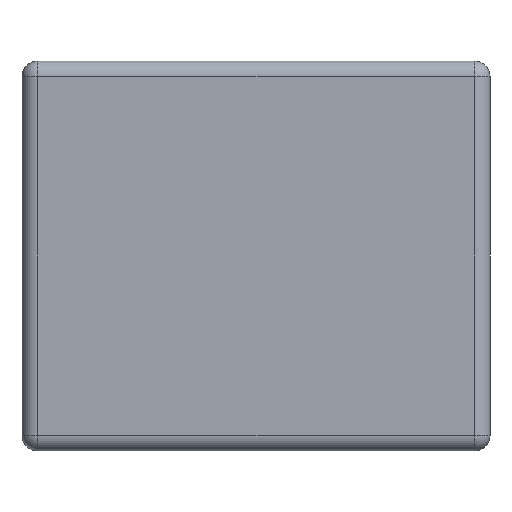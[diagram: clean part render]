
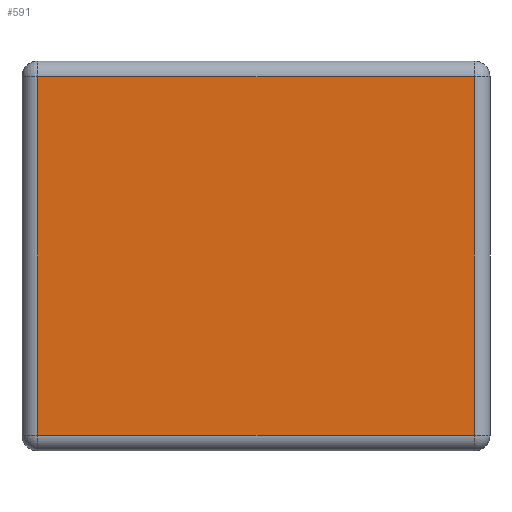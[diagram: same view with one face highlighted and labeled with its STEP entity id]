
A CAD part, left-side view. The second image highlights one B-rep face of the part: STEP entity #591.
In plain terms, the highlighted planar face has unit normal (-1, 0, 0).
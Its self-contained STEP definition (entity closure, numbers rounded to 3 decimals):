
#58 = AXIS2_PLACEMENT_3D ( 'NONE', #724, #935, #752 ) ;
#67 = EDGE_CURVE ( 'NONE', #307, #1273, #829, .T. ) ;
#104 = CARTESIAN_POINT ( 'NONE',  ( -1., 1.45, -0.575 ) ) ;
#106 = ORIENTED_EDGE ( 'NONE', *, *, #209, .T. ) ;
#111 = DIRECTION ( 'NONE',  ( 0., 0., -1. ) ) ;
#209 = EDGE_CURVE ( 'NONE', #1273, #1109, #1099, .T. ) ;
#239 = LINE ( 'NONE', #948, #645 ) ;
#252 = EDGE_LOOP ( 'NONE', ( #106, #363, #1095, #501 ) ) ;
#307 = VERTEX_POINT ( 'NONE', #788 ) ;
#326 = VECTOR ( 'NONE', #1211, 1000. ) ;
#363 = ORIENTED_EDGE ( 'NONE', *, *, #1272, .T. ) ;
#410 = VECTOR ( 'NONE', #1121, 1000. ) ;
#501 = ORIENTED_EDGE ( 'NONE', *, *, #67, .T. ) ;
#591 = ADVANCED_FACE ( 'NONE', ( #738 ), #731, .F. ) ;
#645 = VECTOR ( 'NONE', #936, 1000. ) ;
#724 = CARTESIAN_POINT ( 'NONE',  ( -1., 1.5, -0.625 ) ) ;
#731 = PLANE ( 'NONE',  #58 ) ;
#732 = CARTESIAN_POINT ( 'NONE',  ( -1., 1.45, 0.575 ) ) ;
#738 = FACE_OUTER_BOUND ( 'NONE', #252, .T. ) ;
#752 = DIRECTION ( 'NONE',  ( 0., 0., -1. ) ) ;
#763 = CARTESIAN_POINT ( 'NONE',  ( -1., 0.05, -0.575 ) ) ;
#788 = CARTESIAN_POINT ( 'NONE',  ( -1., 0.05, 0.575 ) ) ;
#815 = CARTESIAN_POINT ( 'NONE',  ( -1., 0.05, -0.625 ) ) ;
#829 = LINE ( 'NONE', #1245, #410 ) ;
#935 = DIRECTION ( 'NONE',  ( 1., 0., 0. ) ) ;
#936 = DIRECTION ( 'NONE',  ( 0., -1., 0. ) ) ;
#942 = VECTOR ( 'NONE', #111, 1000. ) ;
#948 = CARTESIAN_POINT ( 'NONE',  ( -1., 1.5, -0.575 ) ) ;
#995 = CARTESIAN_POINT ( 'NONE',  ( -1., 1.45, -0.625 ) ) ;
#1041 = VERTEX_POINT ( 'NONE', #763 ) ;
#1083 = EDGE_CURVE ( 'NONE', #1041, #307, #1084, .T. ) ;
#1084 = LINE ( 'NONE', #815, #326 ) ;
#1095 = ORIENTED_EDGE ( 'NONE', *, *, #1083, .T. ) ;
#1099 = LINE ( 'NONE', #995, #942 ) ;
#1109 = VERTEX_POINT ( 'NONE', #104 ) ;
#1121 = DIRECTION ( 'NONE',  ( 0., 1., 0. ) ) ;
#1211 = DIRECTION ( 'NONE',  ( 0., 0., 1. ) ) ;
#1245 = CARTESIAN_POINT ( 'NONE',  ( -1., 1.5, 0.575 ) ) ;
#1272 = EDGE_CURVE ( 'NONE', #1109, #1041, #239, .T. ) ;
#1273 = VERTEX_POINT ( 'NONE', #732 ) ;
